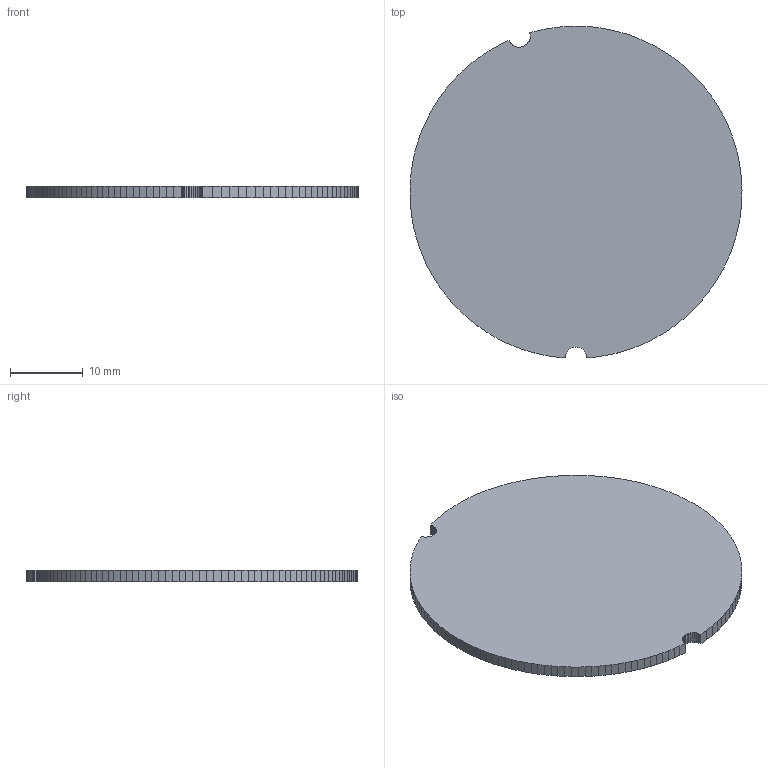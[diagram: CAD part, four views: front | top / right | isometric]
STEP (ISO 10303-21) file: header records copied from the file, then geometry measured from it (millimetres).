
FILE_DESCRIPTION(('KiCad electronic assembly'),'2;1');
FILE_NAME('noname2.step','2021-01-14T16:28:43',('An Author'),( 'A Company'),'Open CASCADE STEP processor 7.3', 'KiCad to STEP converter','Unknown');
FILE_SCHEMA(('AUTOMOTIVE_DESIGN { 1 0 10303 214 1 1 1 1 }'));
Length unit declared in the file: millimetre
Products named in the file (2): Open CASCADE STEP translator 7.3 1; SOLID
Assembly tree (1 placements, depth 2):
  Open CASCADE STEP translator 7.3 1
    SOLID
Bounding box: 45.51 x 45.46 x 1.6 mm (x, y, z)
Volume: 2590.1 mm3; surface area: 3471.5 mm2
Topology: 1 solids, 1 shells, 178 faces, 528 edges, 352 vertices
Faces by surface type: plane 178
Entity records: 12743 total; most frequent: CARTESIAN_POINT 2116, DIRECTION 1944, LINE 1584, VECTOR 1584, ORIENTED_EDGE 1056, PCURVE 1056, DEFINITIONAL_REPRESENTATION 1056, EDGE_CURVE 528
